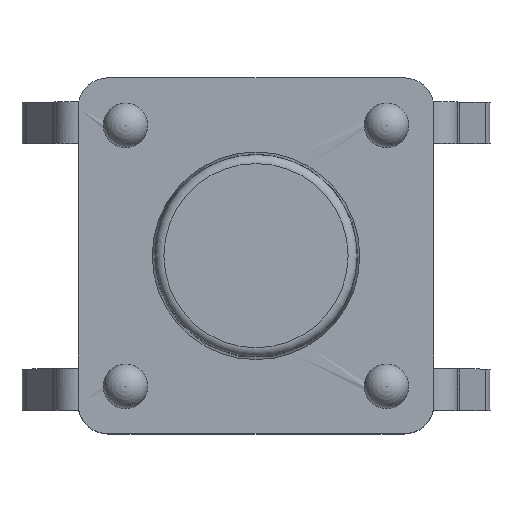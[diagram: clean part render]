
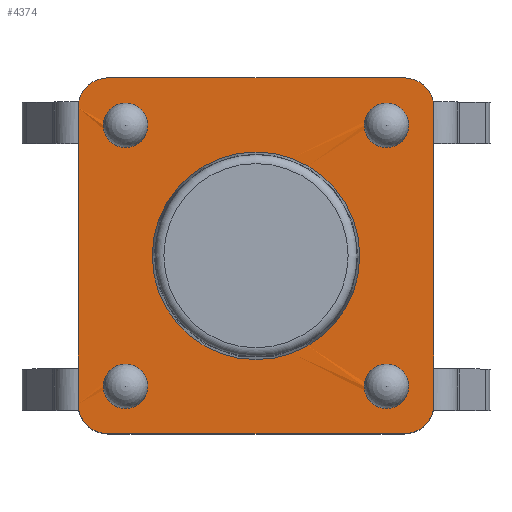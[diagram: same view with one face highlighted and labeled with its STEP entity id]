
A CAD part, top view. The second image highlights one B-rep face of the part: STEP entity #4374.
In plain terms, the highlighted planar face has unit normal (0, 0, 1).
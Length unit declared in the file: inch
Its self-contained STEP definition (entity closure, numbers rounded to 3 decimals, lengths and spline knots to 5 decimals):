
#3901=CARTESIAN_POINT('',(-0.09843,-0.11811,0.06732));
#3902=VERTEX_POINT('',#3901);
#3909=CARTESIAN_POINT('',(-0.11811,-0.09843,0.06732));
#3910=VERTEX_POINT('',#3909);
#3911=CARTESIAN_POINT('',(-0.09843,-0.09843,0.06732));
#3912=DIRECTION('',(0.0,0.0,-1.0));
#3913=DIRECTION('',(-0.707,-0.707,0.0));
#3914=AXIS2_PLACEMENT_3D('',#3911,#3912,#3913);
#3915=CIRCLE('',#3914,0.01969);
#3916=EDGE_CURVE('',#3902,#3910,#3915,.T.);
#3932=CARTESIAN_POINT('',(0.09843,-0.11811,0.06732));
#3933=VERTEX_POINT('',#3932);
#3940=CARTESIAN_POINT('',(0.09843,-0.11811,0.06732));
#3941=DIRECTION('',(-1.0,0.0,0.0));
#3942=VECTOR('',#3941,0.19685);
#3943=LINE('',#3940,#3942);
#3944=EDGE_CURVE('',#3933,#3902,#3943,.T.);
#3998=CARTESIAN_POINT('',(0.11811,-0.09843,0.06732));
#3999=VERTEX_POINT('',#3998);
#4006=CARTESIAN_POINT('',(0.09843,-0.09843,0.06732));
#4007=DIRECTION('',(0.0,0.0,-1.0));
#4008=DIRECTION('',(0.707,-0.707,0.0));
#4009=AXIS2_PLACEMENT_3D('',#4006,#4007,#4008);
#4010=CIRCLE('',#4009,0.01969);
#4011=EDGE_CURVE('',#3999,#3933,#4010,.T.);
#4030=CARTESIAN_POINT('',(0.11811,0.09843,0.06732));
#4031=VERTEX_POINT('',#4030);
#4038=CARTESIAN_POINT('',(0.11811,0.09843,0.06732));
#4039=DIRECTION('',(0.0,-1.0,0.0));
#4040=VECTOR('',#4039,0.19685);
#4041=LINE('',#4038,#4040);
#4042=EDGE_CURVE('',#4031,#3999,#4041,.T.);
#4067=CARTESIAN_POINT('',(0.09843,0.11811,0.06732));
#4068=VERTEX_POINT('',#4067);
#4075=CARTESIAN_POINT('',(0.09843,0.09843,0.06732));
#4076=DIRECTION('',(0.0,0.0,-1.0));
#4077=DIRECTION('',(0.707,0.707,0.0));
#4078=AXIS2_PLACEMENT_3D('',#4075,#4076,#4077);
#4079=CIRCLE('',#4078,0.01969);
#4080=EDGE_CURVE('',#4068,#4031,#4079,.T.);
#4091=CARTESIAN_POINT('',(0.07185,0.08661,0.06781));
#4092=VERTEX_POINT('',#4091);
#4100=CARTESIAN_POINT('',(0.08661,0.08661,0.06732));
#4101=DIRECTION('',(0.0,0.0,1.0));
#4102=DIRECTION('',(-1.0,0.0,0.0));
#4103=AXIS2_PLACEMENT_3D('',#4100,#4101,#4102);
#4104=CIRCLE('',#4103,0.01476);
#4105=EDGE_CURVE('',#4092,#4092,#4104,.T.);
#4124=CARTESIAN_POINT('',(-0.10138,0.08661,0.06781));
#4125=VERTEX_POINT('',#4124);
#4133=CARTESIAN_POINT('',(-0.08661,0.08661,0.06732));
#4134=DIRECTION('',(0.0,0.0,1.0));
#4135=DIRECTION('',(-1.0,0.0,0.0));
#4136=AXIS2_PLACEMENT_3D('',#4133,#4134,#4135);
#4137=CIRCLE('',#4136,0.01476);
#4138=EDGE_CURVE('',#4125,#4125,#4137,.T.);
#4157=CARTESIAN_POINT('',(-0.10138,-0.08661,0.06781));
#4158=VERTEX_POINT('',#4157);
#4166=CARTESIAN_POINT('',(-0.08661,-0.08661,0.06732));
#4167=DIRECTION('',(0.0,0.0,1.0));
#4168=DIRECTION('',(-1.0,0.0,0.0));
#4169=AXIS2_PLACEMENT_3D('',#4166,#4167,#4168);
#4170=CIRCLE('',#4169,0.01476);
#4171=EDGE_CURVE('',#4158,#4158,#4170,.T.);
#4190=CARTESIAN_POINT('',(0.07185,-0.08661,0.06781));
#4191=VERTEX_POINT('',#4190);
#4199=CARTESIAN_POINT('',(0.08661,-0.08661,0.06732));
#4200=DIRECTION('',(0.0,0.0,1.0));
#4201=DIRECTION('',(-1.0,0.0,0.0));
#4202=AXIS2_PLACEMENT_3D('',#4199,#4200,#4201);
#4203=CIRCLE('',#4202,0.01476);
#4204=EDGE_CURVE('',#4191,#4191,#4203,.T.);
#4246=CARTESIAN_POINT('',(-0.11811,0.09843,0.06732));
#4247=VERTEX_POINT('',#4246);
#4248=CARTESIAN_POINT('',(-0.11811,-0.09843,0.06732));
#4249=DIRECTION('',(0.0,1.0,0.0));
#4250=VECTOR('',#4249,0.19685);
#4251=LINE('',#4248,#4250);
#4252=EDGE_CURVE('',#3910,#4247,#4251,.T.);
#4271=CARTESIAN_POINT('',(-0.09843,0.11811,0.06732));
#4272=VERTEX_POINT('',#4271);
#4279=CARTESIAN_POINT('',(-0.09843,0.11811,0.06732));
#4280=DIRECTION('',(1.0,0.0,0.0));
#4281=VECTOR('',#4280,0.19685);
#4282=LINE('',#4279,#4281);
#4283=EDGE_CURVE('',#4272,#4068,#4282,.T.);
#4326=CARTESIAN_POINT('',(-0.09843,0.09843,0.06732));
#4327=DIRECTION('',(0.0,0.0,-1.0));
#4328=DIRECTION('',(-0.707,0.707,0.0));
#4329=AXIS2_PLACEMENT_3D('',#4326,#4327,#4328);
#4330=CIRCLE('',#4329,0.01969);
#4331=EDGE_CURVE('',#4247,#4272,#4330,.T.);
#4336=CARTESIAN_POINT('',(0.12992,0.12992,0.06732));
#4337=DIRECTION('',(0.0,0.0,1.0));
#4338=DIRECTION('',(1.0,0.0,0.0));
#4339=AXIS2_PLACEMENT_3D('',#4336,#4337,#4338);
#4340=PLANE('',#4339);
#4341=ORIENTED_EDGE('',*,*,#4080,.F.);
#4342=ORIENTED_EDGE('',*,*,#4283,.F.);
#4343=ORIENTED_EDGE('',*,*,#4331,.F.);
#4344=ORIENTED_EDGE('',*,*,#4252,.F.);
#4345=ORIENTED_EDGE('',*,*,#3916,.F.);
#4346=ORIENTED_EDGE('',*,*,#3944,.F.);
#4347=ORIENTED_EDGE('',*,*,#4011,.F.);
#4348=ORIENTED_EDGE('',*,*,#4042,.F.);
#4349=EDGE_LOOP('',(#4341,#4342,#4343,#4344,#4345,#4346,#4347,#4348));
#4350=FACE_OUTER_BOUND('',#4349,.T.);
#4351=CARTESIAN_POINT('',(-0.0689,0.,0.06732));
#4352=VERTEX_POINT('',#4351);
#4353=CARTESIAN_POINT('',(0.0,0.0,0.06732));
#4354=DIRECTION('',(0.0,0.0,-1.0));
#4355=DIRECTION('',(1.0,0.0,0.0));
#4356=AXIS2_PLACEMENT_3D('',#4353,#4354,#4355);
#4357=CIRCLE('',#4356,0.0689);
#4358=EDGE_CURVE('',#4352,#4352,#4357,.T.);
#4359=ORIENTED_EDGE('',*,*,#4358,.T.);
#4360=EDGE_LOOP('',(#4359));
#4361=FACE_BOUND('',#4360,.T.);
#4362=ORIENTED_EDGE('',*,*,#4138,.F.);
#4363=EDGE_LOOP('',(#4362));
#4364=FACE_BOUND('',#4363,.T.);
#4365=ORIENTED_EDGE('',*,*,#4105,.F.);
#4366=EDGE_LOOP('',(#4365));
#4367=FACE_BOUND('',#4366,.T.);
#4368=ORIENTED_EDGE('',*,*,#4171,.F.);
#4369=EDGE_LOOP('',(#4368));
#4370=FACE_BOUND('',#4369,.T.);
#4371=ORIENTED_EDGE('',*,*,#4204,.F.);
#4372=EDGE_LOOP('',(#4371));
#4373=FACE_BOUND('',#4372,.T.);
#4374=ADVANCED_FACE('',(#4350,#4361,#4364,#4367,#4370,#4373),#4340,.T.);
